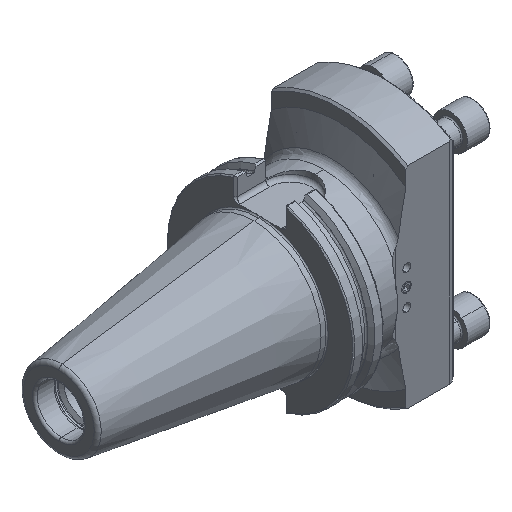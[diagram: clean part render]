
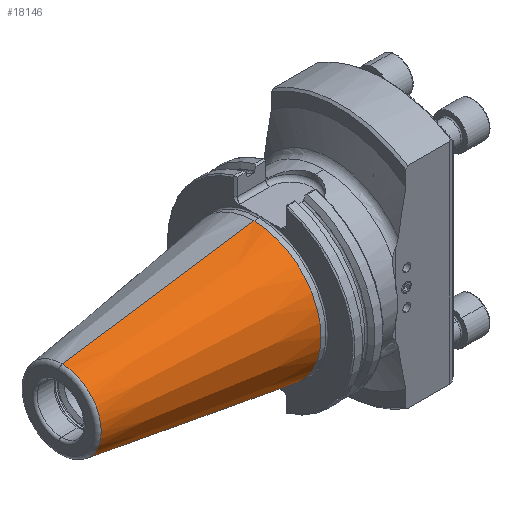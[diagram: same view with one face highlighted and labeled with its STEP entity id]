
A CAD part, isometric view. The second image highlights one B-rep face of the part: STEP entity #18146.
In plain terms, the highlighted conical face has half-angle 8.297 degrees and reference radius 34.925 mm.
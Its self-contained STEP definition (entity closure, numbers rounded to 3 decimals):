
#173 = LINE ( 'NONE', #24666, #11753 ) ;
#718 = CARTESIAN_POINT ( 'NONE',  ( -99.889, 0., 20.358 ) ) ;
#1824 = ORIENTED_EDGE ( 'NONE', *, *, #2965, .T. ) ;
#1913 = AXIS2_PLACEMENT_3D ( 'NONE', #5502, #20704, #14198 ) ;
#2149 = CARTESIAN_POINT ( 'NONE',  ( -99.889, 0., -20.358 ) ) ;
#2965 = EDGE_CURVE ( 'NONE', #6156, #4906, #18075, .T. ) ;
#2994 = AXIS2_PLACEMENT_3D ( 'NONE', #19747, #19742, #19705 ) ;
#3502 = ORIENTED_EDGE ( 'NONE', *, *, #6465, .F. ) ;
#4082 = AXIS2_PLACEMENT_3D ( 'NONE', #22723, #22688, #22419 ) ;
#4906 = VERTEX_POINT ( 'NONE', #7605 ) ;
#5372 = FACE_OUTER_BOUND ( 'NONE', #13139, .T. ) ;
#5502 = CARTESIAN_POINT ( 'NONE',  ( 0., 0., 0. ) ) ;
#5797 = VECTOR ( 'NONE', #26175, 1000. ) ;
#6156 = VERTEX_POINT ( 'NONE', #2149 ) ;
#6199 = ORIENTED_EDGE ( 'NONE', *, *, #9029, .T. ) ;
#6465 = EDGE_CURVE ( 'NONE', #6156, #17533, #14766, .T. ) ;
#7605 = CARTESIAN_POINT ( 'NONE',  ( 0., 0., -34.925 ) ) ;
#9029 = EDGE_CURVE ( 'NONE', #4906, #19467, #15989, .T. ) ;
#9624 = ORIENTED_EDGE ( 'NONE', *, *, #12477, .F. ) ;
#11696 = DIRECTION ( 'NONE',  ( 0.99, 0., 0.144 ) ) ;
#11753 = VECTOR ( 'NONE', #11696, 1000. ) ;
#12477 = EDGE_CURVE ( 'NONE', #17533, #19467, #173, .T. ) ;
#13139 = EDGE_LOOP ( 'NONE', ( #9624, #3502, #1824, #6199 ) ) ;
#14198 = DIRECTION ( 'NONE',  ( 0., 0., -1. ) ) ;
#14766 = CIRCLE ( 'NONE', #4082, 20.358 ) ;
#15603 = CONICAL_SURFACE ( 'NONE', #1913, 34.925, 0.145 ) ;
#15989 = CIRCLE ( 'NONE', #2994, 34.925 ) ;
#17533 = VERTEX_POINT ( 'NONE', #718 ) ;
#18075 = LINE ( 'NONE', #26263, #5797 ) ;
#18146 = ADVANCED_FACE ( 'NONE', ( #5372 ), #15603, .T. ) ;
#19467 = VERTEX_POINT ( 'NONE', #26573 ) ;
#19705 = DIRECTION ( 'NONE',  ( 0., 0., 1. ) ) ;
#19742 = DIRECTION ( 'NONE',  ( -1., 0., 0. ) ) ;
#19747 = CARTESIAN_POINT ( 'NONE',  ( 0., 0., 0. ) ) ;
#20704 = DIRECTION ( 'NONE',  ( 1., 0., 0. ) ) ;
#22419 = DIRECTION ( 'NONE',  ( 0., 0., 1. ) ) ;
#22688 = DIRECTION ( 'NONE',  ( -1., 0., 0. ) ) ;
#22723 = CARTESIAN_POINT ( 'NONE',  ( -99.889, 0., 0. ) ) ;
#24666 = CARTESIAN_POINT ( 'NONE',  ( 0., 0., 34.925 ) ) ;
#26175 = DIRECTION ( 'NONE',  ( 0.99, 0., -0.144 ) ) ;
#26263 = CARTESIAN_POINT ( 'NONE',  ( 0., 0., -34.925 ) ) ;
#26573 = CARTESIAN_POINT ( 'NONE',  ( 0., 0., 34.925 ) ) ;
